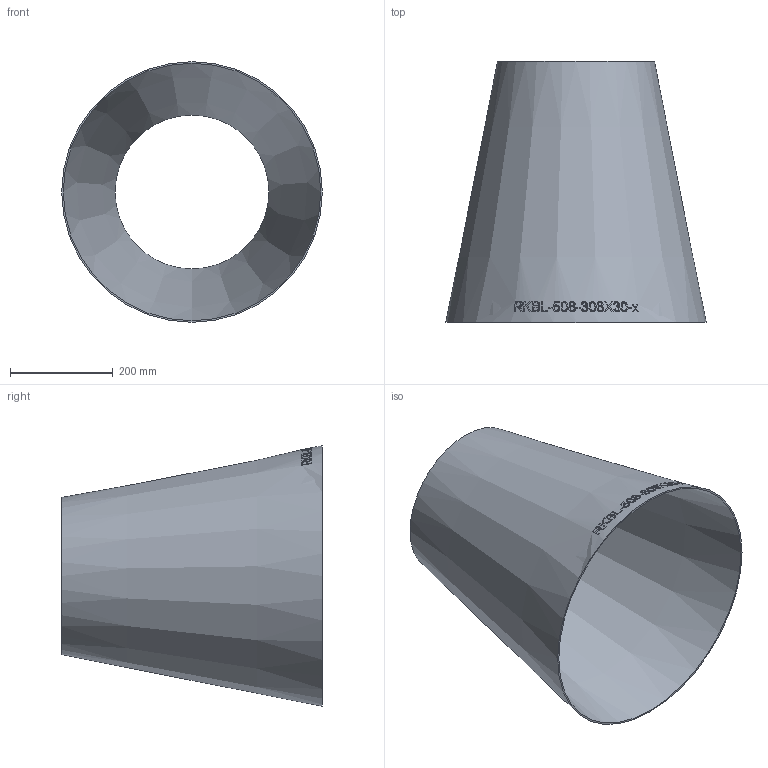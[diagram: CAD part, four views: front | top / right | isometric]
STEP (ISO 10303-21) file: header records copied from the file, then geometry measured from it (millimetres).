
FILE_DESCRIPTION (( 'STEP AP214' ), '1' );
FILE_NAME ('RKBL-508-306X30-x Reduzierung aus Blech ISO-sonstige 2007.STEP', '2020-07-15T13:59:49', ( '' ), ( '' ), 'SwSTEP 2.0', 'SolidWorks 2019', '' );
FILE_SCHEMA (( 'AUTOMOTIVE_DESIGN' ));
Length unit declared in the file: millimetre
Products named in the file (1): RKBL-508-306X30-x Reduzierung aus Blech ISO-sonstige 2007
Bounding box: 508 x 508 x 508 mm (x, y, z)
Volume: 1965577.4 mm3; surface area: 1322294.5 mm2
Topology: 1 solids, 1 shells, 241 faces, 639 edges, 426 vertices
Faces by surface type: bspline 211, cone 28, plane 2
Entity records: 52345 total; most frequent: CARTESIAN_POINT 45696, ORIENTED_EDGE 1274, EDGE_CURVE 637, B_SPLINE_CURVE_WITH_KNOTS 633, VERTEX_POINT 426, EDGE_LOOP 271, ADVANCED_FACE 241, FACE_OUTER_BOUND 241
